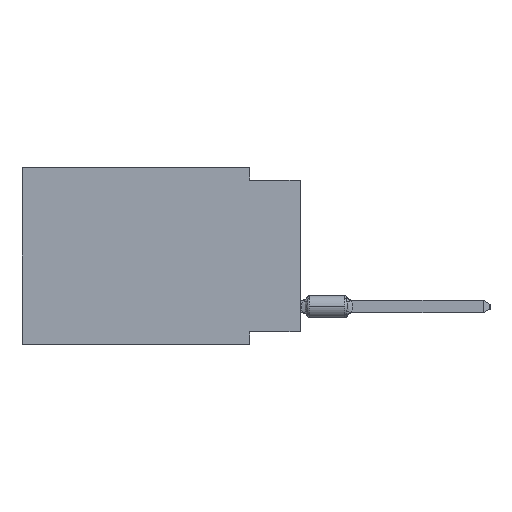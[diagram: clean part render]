
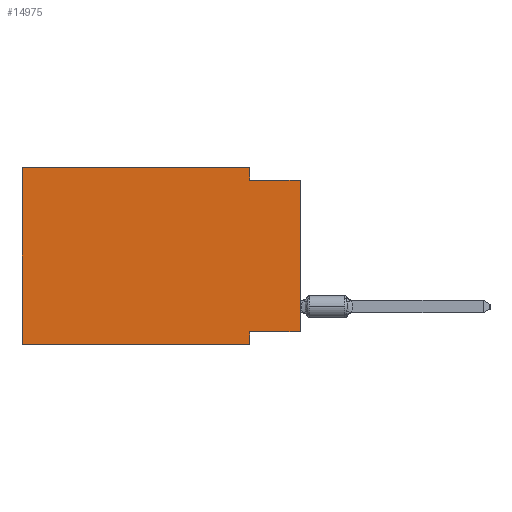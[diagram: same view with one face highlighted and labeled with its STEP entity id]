
A CAD part, left-side view. The second image highlights one B-rep face of the part: STEP entity #14975.
In plain terms, the highlighted planar face has unit normal (-1, 0, 0).
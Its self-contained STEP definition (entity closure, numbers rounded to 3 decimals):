
#225 = VECTOR ( 'NONE', #58374, 1000. ) ;
#2806 = EDGE_CURVE ( 'NONE', #43449, #62161, #17338, .T. ) ;
#3315 = ORIENTED_EDGE ( 'NONE', *, *, #2806, .F. ) ;
#4898 = VECTOR ( 'NONE', #25912, 1000. ) ;
#5053 = FACE_OUTER_BOUND ( 'NONE', #29197, .T. ) ;
#5092 = LINE ( 'NONE', #37352, #225 ) ;
#5839 = VERTEX_POINT ( 'NONE', #41586 ) ;
#8357 = CARTESIAN_POINT ( 'NONE',  ( 0., 2.54, -8.89 ) ) ;
#9184 = ORIENTED_EDGE ( 'NONE', *, *, #16550, .F. ) ;
#10468 = EDGE_CURVE ( 'NONE', #41077, #43449, #34497, .T. ) ;
#11340 = EDGE_CURVE ( 'NONE', #38147, #5839, #5092, .T. ) ;
#11921 = VECTOR ( 'NONE', #38482, 1000. ) ;
#13812 = CARTESIAN_POINT ( 'NONE',  ( 0., 0., -0.635 ) ) ;
#14522 = DIRECTION ( 'NONE',  ( 1., 0., 0. ) ) ;
#14975 = ADVANCED_FACE ( 'NONE', ( #5053 ), #31712, .F. ) ;
#16391 = LINE ( 'NONE', #53227, #37983 ) ;
#16550 = EDGE_CURVE ( 'NONE', #62161, #5839, #29251, .T. ) ;
#17338 = LINE ( 'NONE', #44348, #18778 ) ;
#18588 = VECTOR ( 'NONE', #24678, 1000. ) ;
#18778 = VECTOR ( 'NONE', #65722, 1000. ) ;
#20429 = CARTESIAN_POINT ( 'NONE',  ( 0., 13.97, -8.89 ) ) ;
#24678 = DIRECTION ( 'NONE',  ( 0., -1., 0. ) ) ;
#25377 = EDGE_CURVE ( 'NONE', #60330, #50265, #63807, .T. ) ;
#25912 = DIRECTION ( 'NONE',  ( 0., -1., 0. ) ) ;
#27848 = VERTEX_POINT ( 'NONE', #20429 ) ;
#28517 = CARTESIAN_POINT ( 'NONE',  ( 0., 2.54, 0. ) ) ;
#29197 = EDGE_LOOP ( 'NONE', ( #36835, #9184, #3315, #47931, #35771, #35508, #37077, #32336 ) ) ;
#29251 = LINE ( 'NONE', #13812, #18588 ) ;
#31712 = PLANE ( 'NONE',  #50803 ) ;
#32161 = EDGE_CURVE ( 'NONE', #38147, #60330, #43749, .T. ) ;
#32336 = ORIENTED_EDGE ( 'NONE', *, *, #32161, .F. ) ;
#33619 = EDGE_CURVE ( 'NONE', #27848, #41077, #16391, .T. ) ;
#34497 = LINE ( 'NONE', #46052, #44102 ) ;
#35508 = ORIENTED_EDGE ( 'NONE', *, *, #55190, .T. ) ;
#35771 = ORIENTED_EDGE ( 'NONE', *, *, #33619, .F. ) ;
#36835 = ORIENTED_EDGE ( 'NONE', *, *, #11340, .T. ) ;
#37077 = ORIENTED_EDGE ( 'NONE', *, *, #25377, .F. ) ;
#37312 = CARTESIAN_POINT ( 'NONE',  ( 0., 13.97, 0. ) ) ;
#37352 = CARTESIAN_POINT ( 'NONE',  ( 0., 0., 0. ) ) ;
#37983 = VECTOR ( 'NONE', #64780, 1000. ) ;
#38147 = VERTEX_POINT ( 'NONE', #55647 ) ;
#38482 = DIRECTION ( 'NONE',  ( 0., 1., 0. ) ) ;
#41050 = DIRECTION ( 'NONE',  ( 0., 0., -1. ) ) ;
#41077 = VERTEX_POINT ( 'NONE', #68335 ) ;
#41586 = CARTESIAN_POINT ( 'NONE',  ( 0., 0., -0.635 ) ) ;
#41917 = CARTESIAN_POINT ( 'NONE',  ( 0., 2.54, -8.255 ) ) ;
#43449 = VERTEX_POINT ( 'NONE', #28517 ) ;
#43749 = LINE ( 'NONE', #64774, #11921 ) ;
#44102 = VECTOR ( 'NONE', #46403, 1000. ) ;
#44348 = CARTESIAN_POINT ( 'NONE',  ( 0., 2.54, 0. ) ) ;
#46052 = CARTESIAN_POINT ( 'NONE',  ( 0., 13.97, 0. ) ) ;
#46403 = DIRECTION ( 'NONE',  ( 0., -1., 0. ) ) ;
#47312 = CARTESIAN_POINT ( 'NONE',  ( 0., 13.97, -8.89 ) ) ;
#47931 = ORIENTED_EDGE ( 'NONE', *, *, #10468, .F. ) ;
#50265 = VERTEX_POINT ( 'NONE', #8357 ) ;
#50803 = AXIS2_PLACEMENT_3D ( 'NONE', #37312, #14522, #68174 ) ;
#53227 = CARTESIAN_POINT ( 'NONE',  ( 0., 13.97, 0. ) ) ;
#53965 = VECTOR ( 'NONE', #41050, 1000. ) ;
#55190 = EDGE_CURVE ( 'NONE', #27848, #50265, #63446, .T. ) ;
#55647 = CARTESIAN_POINT ( 'NONE',  ( 0., 0., -8.255 ) ) ;
#58374 = DIRECTION ( 'NONE',  ( 0., 0., 1. ) ) ;
#60330 = VERTEX_POINT ( 'NONE', #41917 ) ;
#62161 = VERTEX_POINT ( 'NONE', #68212 ) ;
#63446 = LINE ( 'NONE', #47312, #4898 ) ;
#63807 = LINE ( 'NONE', #67687, #53965 ) ;
#64774 = CARTESIAN_POINT ( 'NONE',  ( 0., 0., -8.255 ) ) ;
#64780 = DIRECTION ( 'NONE',  ( 0., 0., 1. ) ) ;
#65722 = DIRECTION ( 'NONE',  ( 0., 0., -1. ) ) ;
#67687 = CARTESIAN_POINT ( 'NONE',  ( 0., 2.54, -8.89 ) ) ;
#68174 = DIRECTION ( 'NONE',  ( 0., 0., -1. ) ) ;
#68212 = CARTESIAN_POINT ( 'NONE',  ( 0., 2.54, -0.635 ) ) ;
#68335 = CARTESIAN_POINT ( 'NONE',  ( 0., 13.97, 0. ) ) ;
